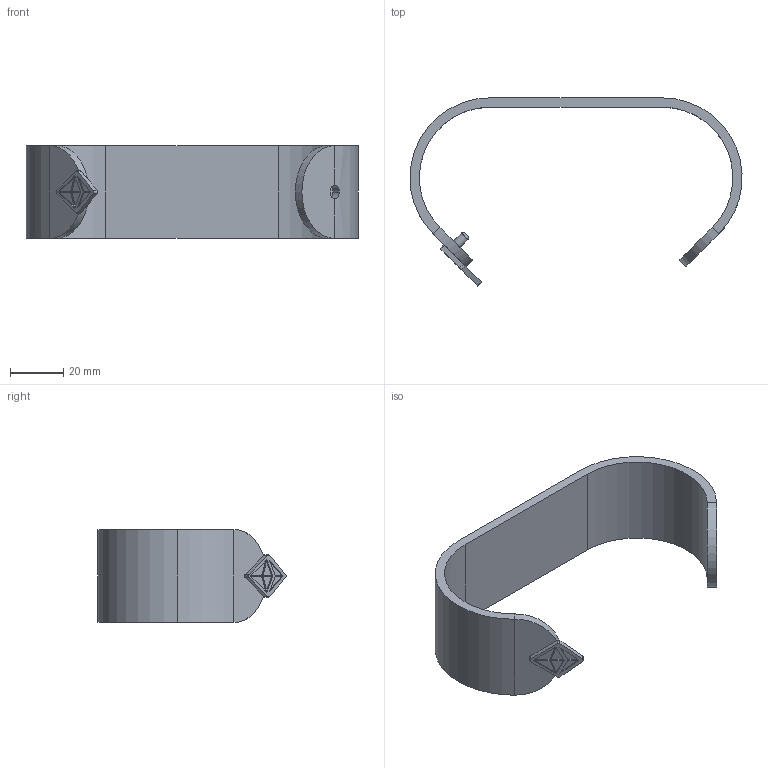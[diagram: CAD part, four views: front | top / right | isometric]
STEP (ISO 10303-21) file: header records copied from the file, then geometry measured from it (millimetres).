
FILE_DESCRIPTION (( 'STEP AP214' ), '1' );
FILE_NAME ('Strap.STEP', '2023-11-19T02:04:03', ( '' ), ( '' ), 'SwSTEP 2.0', 'SolidWorks 2023', '' );
FILE_SCHEMA (( 'AUTOMOTIVE_DESIGN' ));
Length unit declared in the file: millimetre
Products named in the file (1): Strap
Bounding box: 124.95 x 70.84 x 35 mm (x, y, z)
Volume: 27911.1 mm3; surface area: 17959.6 mm2
Topology: 1 solids, 1 shells, 60 faces, 145 edges, 92 vertices
Faces by surface type: plane 40, cylinder 18, torus 2
Entity records: 1798 total; most frequent: CARTESIAN_POINT 332, DIRECTION 309, ORIENTED_EDGE 290, EDGE_CURVE 145, AXIS2_PLACEMENT_3D 105, LINE 99, VECTOR 99, VERTEX_POINT 92
